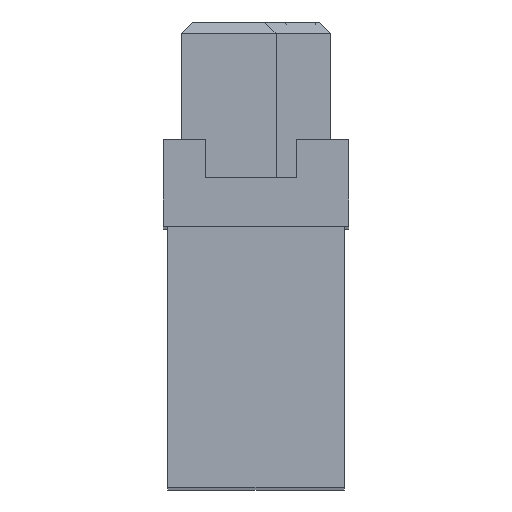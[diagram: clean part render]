
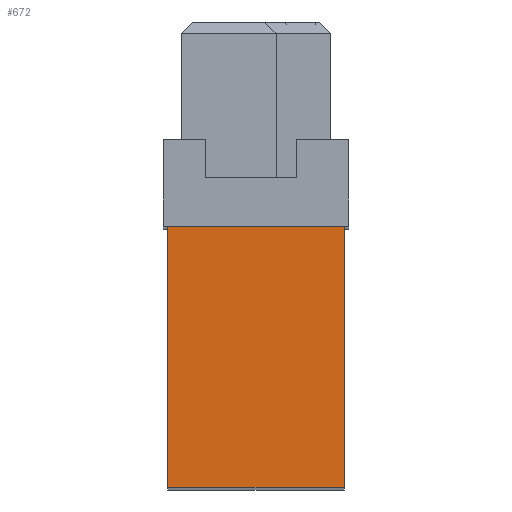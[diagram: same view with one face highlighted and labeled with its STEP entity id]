
A CAD part, top view. The second image highlights one B-rep face of the part: STEP entity #672.
In plain terms, the highlighted free-form (B-spline) face has degree [1, 1] with [2, 2] control points.
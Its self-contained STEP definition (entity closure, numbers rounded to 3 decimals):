
#622=CARTESIAN_POINT('V12',(4.975,-14.75,
   41.95));
#623=VERTEX_POINT('V12',#622);
#630=CARTESIAN_POINT('V7',(4.975,0.0,41.95)
   );
#631=VERTEX_POINT('V7',#630);
#637=CARTESIAN_POINT('E12',(4.975,-14.75,
   41.95));
#638=CARTESIAN_POINT('E12',(4.975,0.0,41.95)
   );
#639=B_SPLINE_CURVE_WITH_KNOTS('E12',1,(#637,#638),.POLYLINE_FORM.,
   .F.,.U.,(2,2),(0.0,1.482),.UNSPECIFIED.);
#640=EDGE_CURVE('E12',#623,#631,#639,.T.);
#645=CARTESIAN_POINT('F2',(-4.975,-14.75,
   41.95));
#646=CARTESIAN_POINT('F2',(4.975,-14.75,
   41.95));
#647=CARTESIAN_POINT('F2',(-4.975,0.0,41.95)
   );
#648=CARTESIAN_POINT('F2',(4.975,0.0,41.95)
   );
#649=B_SPLINE_SURFACE_WITH_KNOTS('F2',1,1,((#645,#647),(#646,#648))
,.PLANE_SURF.,.F.,.F.,.U.,(2,2),(2,2),(0.0,1.0),(0.0,
   1.482),.UNSPECIFIED.);
#650=CARTESIAN_POINT('V11',(-4.975,-14.75,
   41.95));
#651=VERTEX_POINT('V11',#650);
#652=CARTESIAN_POINT('E11',(-4.975,-14.75,
   41.95));
#653=CARTESIAN_POINT('E11',(4.975,-14.75,
   41.95));
#654=QUASI_UNIFORM_CURVE('E11',1,(#652,#653),.POLYLINE_FORM.,.F.,.U.
   );
#655=EDGE_CURVE('E11',#651,#623,#654,.T.);
#656=ORIENTED_EDGE('E11',*,*,#655,.T.);
#657=ORIENTED_EDGE('F3',*,*,#640,.T.);
#658=CARTESIAN_POINT('V6',(-4.975,0.0,41.95)
   );
#659=VERTEX_POINT('V6',#658);
#660=CARTESIAN_POINT('E6',(-4.975,0.0,41.95)
   );
#661=CARTESIAN_POINT('E6',(4.975,0.0,41.95)
   );
#662=QUASI_UNIFORM_CURVE('E6',1,(#660,#661),.POLYLINE_FORM.,.F.,.U.
   );
#663=EDGE_CURVE('E6',#659,#631,#662,.T.);
#664=ORIENTED_EDGE('E6',*,*,#663,.F.);
#665=CARTESIAN_POINT('E13',(-4.975,0.0,
   41.95));
#666=CARTESIAN_POINT('E13',(-4.975,-14.75,
   41.95));
#667=B_SPLINE_CURVE_WITH_KNOTS('E13',1,(#665,#666),.POLYLINE_FORM.,
   .F.,.U.,(2,2),(0.0,1.482),.UNSPECIFIED.);
#668=EDGE_CURVE('E13',#659,#651,#667,.T.);
#669=ORIENTED_EDGE('E13',*,*,#668,.T.);
#670=EDGE_LOOP('F2',(#656,#657,#664,#669));
#671=FACE_OUTER_BOUND('F2',#670,.T.);
#672=ADVANCED_FACE('F2',(#671),#649,.T.);
